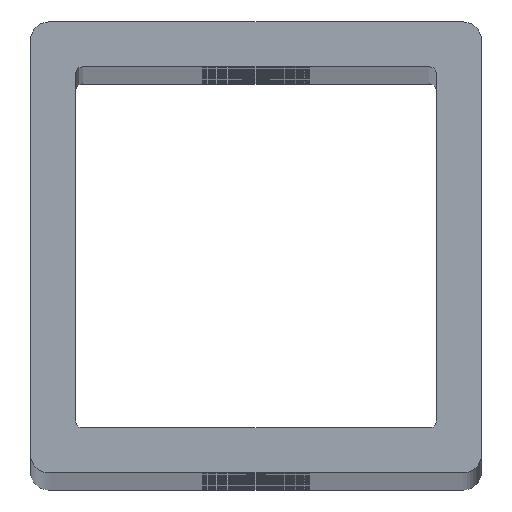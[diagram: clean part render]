
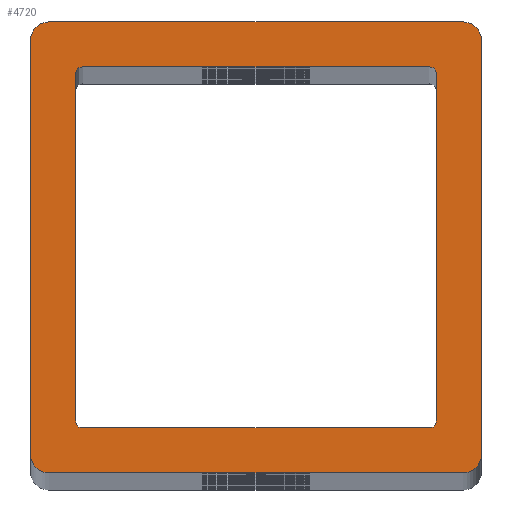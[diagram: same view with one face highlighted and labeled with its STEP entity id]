
A CAD part, top view. The second image highlights one B-rep face of the part: STEP entity #4720.
In plain terms, the highlighted planar face has unit normal (0, 0, 1).
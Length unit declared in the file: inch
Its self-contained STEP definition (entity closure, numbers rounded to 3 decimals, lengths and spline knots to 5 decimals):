
#87 = CIRCLE ( 'NONE', #3953, 0.01 ) ;
#114 = CARTESIAN_POINT ( 'NONE',  ( 0.24246, 0.25246, 17.6378 ) ) ;
#371 = FACE_BOUND ( 'NONE', #4529, .T. ) ;
#391 = CARTESIAN_POINT ( 'NONE',  ( 0.28996, -0.31496, 17.6378 ) ) ;
#453 = VECTOR ( 'NONE', #5598, 39.37008 ) ;
#467 = EDGE_CURVE ( 'NONE', #1501, #2947, #6781, .T. ) ;
#512 = DIRECTION ( 'NONE',  ( 1., 0., 0. ) ) ;
#970 = EDGE_CURVE ( 'NONE', #8825, #3417, #5472, .T. ) ;
#1015 = DIRECTION ( 'NONE',  ( 0., 0., 1. ) ) ;
#1042 = ORIENTED_EDGE ( 'NONE', *, *, #7451, .T. ) ;
#1088 = EDGE_CURVE ( 'NONE', #1267, #8976, #8121, .T. ) ;
#1093 = DIRECTION ( 'NONE',  ( 0., 0., 1. ) ) ;
#1267 = VERTEX_POINT ( 'NONE', #3332 ) ;
#1300 = EDGE_CURVE ( 'NONE', #3753, #8687, #3022, .T. ) ;
#1383 = LINE ( 'NONE', #5612, #1435 ) ;
#1426 = CARTESIAN_POINT ( 'NONE',  ( -0.28996, 0.28996, 17.6378 ) ) ;
#1435 = VECTOR ( 'NONE', #6460, 39.37008 ) ;
#1478 = DIRECTION ( 'NONE',  ( 1., 0., 0. ) ) ;
#1480 = DIRECTION ( 'NONE',  ( 1., 0., 0. ) ) ;
#1501 = VERTEX_POINT ( 'NONE', #7243 ) ;
#1719 = PLANE ( 'NONE',  #6382 ) ;
#1779 = CARTESIAN_POINT ( 'NONE',  ( -0.24246, -0.25246, 17.6378 ) ) ;
#1797 = ORIENTED_EDGE ( 'NONE', *, *, #1088, .T. ) ;
#1912 = VERTEX_POINT ( 'NONE', #114 ) ;
#1958 = ORIENTED_EDGE ( 'NONE', *, *, #7156, .T. ) ;
#1972 = AXIS2_PLACEMENT_3D ( 'NONE', #1426, #4318, #1478 ) ;
#2047 = CARTESIAN_POINT ( 'NONE',  ( 0.31496, 0.28996, 17.6378 ) ) ;
#2132 = DIRECTION ( 'NONE',  ( 0., 0., -1. ) ) ;
#2185 = CIRCLE ( 'NONE', #4902, 0.025 ) ;
#2232 = VECTOR ( 'NONE', #6876, 39.37008 ) ;
#2314 = DIRECTION ( 'NONE',  ( 1., 0., 0. ) ) ;
#2487 = VERTEX_POINT ( 'NONE', #6117 ) ;
#2574 = AXIS2_PLACEMENT_3D ( 'NONE', #9052, #7650, #5687 ) ;
#2582 = DIRECTION ( 'NONE',  ( 1., 0., 0. ) ) ;
#2650 = ORIENTED_EDGE ( 'NONE', *, *, #9076, .T. ) ;
#2664 = ORIENTED_EDGE ( 'NONE', *, *, #4497, .T. ) ;
#2773 = DIRECTION ( 'NONE',  ( 0., 0., -1. ) ) ;
#2947 = VERTEX_POINT ( 'NONE', #4687 ) ;
#2959 = DIRECTION ( 'NONE',  ( 1., 0., 0. ) ) ;
#3022 = CIRCLE ( 'NONE', #2574, 0.025 ) ;
#3041 = CARTESIAN_POINT ( 'NONE',  ( 0.24246, 0.24246, 17.6378 ) ) ;
#3065 = CIRCLE ( 'NONE', #3838, 0.01 ) ;
#3174 = VERTEX_POINT ( 'NONE', #391 ) ;
#3176 = LINE ( 'NONE', #8901, #5513 ) ;
#3202 = CARTESIAN_POINT ( 'NONE',  ( -0.25246, -0.25246, 17.6378 ) ) ;
#3212 = CARTESIAN_POINT ( 'NONE',  ( 0., 0., 17.6378 ) ) ;
#3292 = VECTOR ( 'NONE', #6075, 39.37008 ) ;
#3324 = VERTEX_POINT ( 'NONE', #5922 ) ;
#3332 = CARTESIAN_POINT ( 'NONE',  ( -0.28996, 0.31496, 17.6378 ) ) ;
#3348 = DIRECTION ( 'NONE',  ( 0., 1., 0. ) ) ;
#3417 = VERTEX_POINT ( 'NONE', #5081 ) ;
#3437 = CIRCLE ( 'NONE', #7046, 0.025 ) ;
#3488 = CARTESIAN_POINT ( 'NONE',  ( 0.31496, -0.31496, 17.6378 ) ) ;
#3496 = DIRECTION ( 'NONE',  ( 1., 0., 0. ) ) ;
#3498 = CARTESIAN_POINT ( 'NONE',  ( -0.24246, 0.24246, 17.6378 ) ) ;
#3550 = EDGE_CURVE ( 'NONE', #1912, #3417, #87, .T. ) ;
#3753 = VERTEX_POINT ( 'NONE', #2047 ) ;
#3760 = DIRECTION ( 'NONE',  ( -1., 0., 0. ) ) ;
#3821 = ORIENTED_EDGE ( 'NONE', *, *, #3550, .T. ) ;
#3825 = ORIENTED_EDGE ( 'NONE', *, *, #467, .F. ) ;
#3838 = AXIS2_PLACEMENT_3D ( 'NONE', #7036, #6949, #2582 ) ;
#3953 = AXIS2_PLACEMENT_3D ( 'NONE', #3041, #5924, #512 ) ;
#4154 = LINE ( 'NONE', #8321, #453 ) ;
#4167 = CARTESIAN_POINT ( 'NONE',  ( 0.25246, -0.25246, 17.6378 ) ) ;
#4199 = EDGE_CURVE ( 'NONE', #8976, #2487, #1383, .T. ) ;
#4209 = EDGE_CURVE ( 'NONE', #5479, #3324, #7063, .T. ) ;
#4213 = LINE ( 'NONE', #3488, #2232 ) ;
#4318 = DIRECTION ( 'NONE',  ( 0., 0., 1. ) ) ;
#4432 = ORIENTED_EDGE ( 'NONE', *, *, #970, .F. ) ;
#4486 = DIRECTION ( 'NONE',  ( 1., 0., 0. ) ) ;
#4497 = EDGE_CURVE ( 'NONE', #8825, #3324, #3065, .T. ) ;
#4529 = EDGE_LOOP ( 'NONE', ( #6061, #2650, #3825, #8255, #6044, #3821, #4432, #2664 ) ) ;
#4541 = CARTESIAN_POINT ( 'NONE',  ( -0.28996, -0.31496, 17.6378 ) ) ;
#4595 = CARTESIAN_POINT ( 'NONE',  ( 0.25246, -0.24246, 17.6378 ) ) ;
#4687 = CARTESIAN_POINT ( 'NONE',  ( -0.25246, -0.24246, 17.6378 ) ) ;
#4720 = ADVANCED_FACE ( 'NONE', ( #5204, #371 ), #1719, .T. ) ;
#4902 = AXIS2_PLACEMENT_3D ( 'NONE', #5928, #6535, #4486 ) ;
#4918 = CIRCLE ( 'NONE', #8054, 0.01 ) ;
#5011 = VERTEX_POINT ( 'NONE', #7806 ) ;
#5054 = VECTOR ( 'NONE', #3496, 39.37008 ) ;
#5081 = CARTESIAN_POINT ( 'NONE',  ( 0.25246, 0.24246, 17.6378 ) ) ;
#5204 = FACE_OUTER_BOUND ( 'NONE', #9167, .T. ) ;
#5236 = ORIENTED_EDGE ( 'NONE', *, *, #4199, .T. ) ;
#5249 = CARTESIAN_POINT ( 'NONE',  ( -0.24246, 0.25246, 17.6378 ) ) ;
#5277 = AXIS2_PLACEMENT_3D ( 'NONE', #7095, #2773, #2959 ) ;
#5288 = EDGE_CURVE ( 'NONE', #3174, #5011, #2185, .T. ) ;
#5472 = LINE ( 'NONE', #4167, #8422 ) ;
#5474 = DIRECTION ( 'NONE',  ( -1., 0., 0. ) ) ;
#5479 = VERTEX_POINT ( 'NONE', #1779 ) ;
#5513 = VECTOR ( 'NONE', #5474, 39.37008 ) ;
#5598 = DIRECTION ( 'NONE',  ( 1., 0., 0. ) ) ;
#5612 = CARTESIAN_POINT ( 'NONE',  ( -0.31496, -0.31496, 17.6378 ) ) ;
#5687 = DIRECTION ( 'NONE',  ( 1., 0., 0. ) ) ;
#5867 = CIRCLE ( 'NONE', #5277, 0.01 ) ;
#5922 = CARTESIAN_POINT ( 'NONE',  ( 0.24246, -0.25246, 17.6378 ) ) ;
#5924 = DIRECTION ( 'NONE',  ( 0., 0., -1. ) ) ;
#5928 = CARTESIAN_POINT ( 'NONE',  ( 0.28996, -0.28996, 17.6378 ) ) ;
#5990 = CARTESIAN_POINT ( 'NONE',  ( -0.28996, -0.28996, 17.6378 ) ) ;
#6044 = ORIENTED_EDGE ( 'NONE', *, *, #6076, .F. ) ;
#6061 = ORIENTED_EDGE ( 'NONE', *, *, #4209, .F. ) ;
#6075 = DIRECTION ( 'NONE',  ( 0., -1., 0. ) ) ;
#6076 = EDGE_CURVE ( 'NONE', #1912, #6839, #3176, .T. ) ;
#6117 = CARTESIAN_POINT ( 'NONE',  ( -0.31496, -0.28996, 17.6378 ) ) ;
#6293 = EDGE_CURVE ( 'NONE', #1501, #6839, #4918, .T. ) ;
#6382 = AXIS2_PLACEMENT_3D ( 'NONE', #3212, #1015, #8236 ) ;
#6460 = DIRECTION ( 'NONE',  ( 0., -1., 0. ) ) ;
#6535 = DIRECTION ( 'NONE',  ( 0., 0., 1. ) ) ;
#6577 = ORIENTED_EDGE ( 'NONE', *, *, #1300, .T. ) ;
#6590 = EDGE_CURVE ( 'NONE', #8687, #1267, #9179, .T. ) ;
#6630 = ORIENTED_EDGE ( 'NONE', *, *, #8758, .T. ) ;
#6781 = LINE ( 'NONE', #3202, #3292 ) ;
#6839 = VERTEX_POINT ( 'NONE', #5249 ) ;
#6876 = DIRECTION ( 'NONE',  ( 0., 1., 0. ) ) ;
#6916 = CARTESIAN_POINT ( 'NONE',  ( -0.31496, 0.28996, 17.6378 ) ) ;
#6949 = DIRECTION ( 'NONE',  ( 0., 0., -1. ) ) ;
#7036 = CARTESIAN_POINT ( 'NONE',  ( 0.24246, -0.24246, 17.6378 ) ) ;
#7046 = AXIS2_PLACEMENT_3D ( 'NONE', #5990, #1093, #2314 ) ;
#7063 = LINE ( 'NONE', #7155, #5054 ) ;
#7095 = CARTESIAN_POINT ( 'NONE',  ( -0.24246, -0.24246, 17.6378 ) ) ;
#7155 = CARTESIAN_POINT ( 'NONE',  ( 0.25246, -0.25246, 17.6378 ) ) ;
#7156 = EDGE_CURVE ( 'NONE', #5011, #3753, #4213, .T. ) ;
#7243 = CARTESIAN_POINT ( 'NONE',  ( -0.25246, 0.24246, 17.6378 ) ) ;
#7319 = VECTOR ( 'NONE', #3760, 39.37008 ) ;
#7330 = CARTESIAN_POINT ( 'NONE',  ( 0.31496, 0.31496, 17.6378 ) ) ;
#7451 = EDGE_CURVE ( 'NONE', #8117, #3174, #4154, .T. ) ;
#7650 = DIRECTION ( 'NONE',  ( 0., 0., 1. ) ) ;
#7806 = CARTESIAN_POINT ( 'NONE',  ( 0.31496, -0.28996, 17.6378 ) ) ;
#7907 = CARTESIAN_POINT ( 'NONE',  ( 0.28996, 0.31496, 17.6378 ) ) ;
#8054 = AXIS2_PLACEMENT_3D ( 'NONE', #3498, #2132, #1480 ) ;
#8117 = VERTEX_POINT ( 'NONE', #4541 ) ;
#8121 = CIRCLE ( 'NONE', #1972, 0.025 ) ;
#8236 = DIRECTION ( 'NONE',  ( 1., 0., 0. ) ) ;
#8255 = ORIENTED_EDGE ( 'NONE', *, *, #6293, .T. ) ;
#8321 = CARTESIAN_POINT ( 'NONE',  ( 0.31496, -0.31496, 17.6378 ) ) ;
#8422 = VECTOR ( 'NONE', #3348, 39.37008 ) ;
#8687 = VERTEX_POINT ( 'NONE', #7907 ) ;
#8758 = EDGE_CURVE ( 'NONE', #2487, #8117, #3437, .T. ) ;
#8805 = ORIENTED_EDGE ( 'NONE', *, *, #6590, .T. ) ;
#8813 = ORIENTED_EDGE ( 'NONE', *, *, #5288, .T. ) ;
#8825 = VERTEX_POINT ( 'NONE', #4595 ) ;
#8901 = CARTESIAN_POINT ( 'NONE',  ( 0.25246, 0.25246, 17.6378 ) ) ;
#8976 = VERTEX_POINT ( 'NONE', #6916 ) ;
#9052 = CARTESIAN_POINT ( 'NONE',  ( 0.28996, 0.28996, 17.6378 ) ) ;
#9076 = EDGE_CURVE ( 'NONE', #5479, #2947, #5867, .T. ) ;
#9167 = EDGE_LOOP ( 'NONE', ( #1958, #6577, #8805, #1797, #5236, #6630, #1042, #8813 ) ) ;
#9179 = LINE ( 'NONE', #7330, #7319 ) ;
